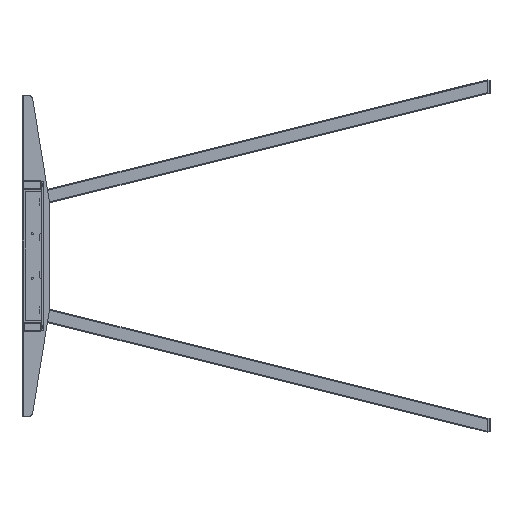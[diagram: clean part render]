
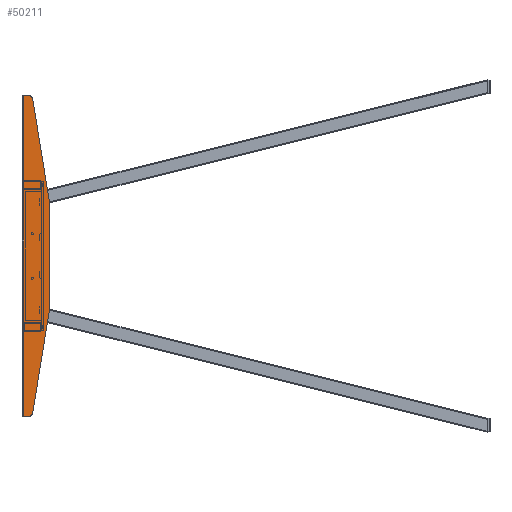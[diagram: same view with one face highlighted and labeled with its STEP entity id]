
A CAD part, left-side view. The second image highlights one B-rep face of the part: STEP entity #50211.
In plain terms, the highlighted planar face has unit normal (-1, 0, 0).
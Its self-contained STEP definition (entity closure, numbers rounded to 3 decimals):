
#261 = VECTOR ( 'NONE', #43585, 1000. ) ;
#669 = EDGE_CURVE ( 'NONE', #32088, #9222, #24928, .T. ) ;
#1270 = CARTESIAN_POINT ( 'NONE',  ( -1789., 989.028, -125.1 ) ) ;
#1598 = AXIS2_PLACEMENT_3D ( 'NONE', #21483, #12824, #46463 ) ;
#1694 = VERTEX_POINT ( 'NONE', #5714 ) ;
#2458 = ORIENTED_EDGE ( 'NONE', *, *, #20446, .T. ) ;
#3015 = CARTESIAN_POINT ( 'NONE',  ( -1789., 1035.705, -360.1 ) ) ;
#3082 = CARTESIAN_POINT ( 'NONE',  ( -1789., 1046.028, 359.9 ) ) ;
#3617 = VERTEX_POINT ( 'NONE', #48108 ) ;
#3853 = ORIENTED_EDGE ( 'NONE', *, *, #33189, .F. ) ;
#4509 = EDGE_CURVE ( 'NONE', #32088, #30511, #8418, .T. ) ;
#4867 = PLANE ( 'NONE',  #18411 ) ;
#5490 = CIRCLE ( 'NONE', #1598, 50. ) ;
#5671 = VERTEX_POINT ( 'NONE', #51161 ) ;
#5714 = CARTESIAN_POINT ( 'NONE',  ( -1789., 989.675, 128.882 ) ) ;
#5826 = EDGE_CURVE ( 'NONE', #5671, #1694, #34703, .T. ) ;
#8232 = CARTESIAN_POINT ( 'NONE',  ( -1789., 1046.028, -360.1 ) ) ;
#8418 = LINE ( 'NONE', #13905, #32839 ) ;
#8548 = ORIENTED_EDGE ( 'NONE', *, *, #669, .T. ) ;
#8917 = VECTOR ( 'NONE', #48727, 1000. ) ;
#9222 = VERTEX_POINT ( 'NONE', #26174 ) ;
#12824 = DIRECTION ( 'NONE',  ( -1., 0., 0. ) ) ;
#13892 = LINE ( 'NONE', #3082, #42336 ) ;
#13905 = CARTESIAN_POINT ( 'NONE',  ( -1789., 1027.198, -360.1 ) ) ;
#14791 = CARTESIAN_POINT ( 'NONE',  ( -1789., 1035.705, 359.9 ) ) ;
#15734 = EDGE_CURVE ( 'NONE', #17594, #1694, #5490, .T. ) ;
#15881 = CARTESIAN_POINT ( 'NONE',  ( -1789., 1035.705, -350.1 ) ) ;
#16728 = DIRECTION ( 'NONE',  ( 0., 1., 0. ) ) ;
#17594 = VERTEX_POINT ( 'NONE', #49406 ) ;
#18060 = VERTEX_POINT ( 'NONE', #14791 ) ;
#18411 = AXIS2_PLACEMENT_3D ( 'NONE', #47029, #29833, #42593 ) ;
#18677 = ORIENTED_EDGE ( 'NONE', *, *, #5826, .F. ) ;
#19278 = ORIENTED_EDGE ( 'NONE', *, *, #47151, .T. ) ;
#20446 = EDGE_CURVE ( 'NONE', #3617, #33159, #13892, .T. ) ;
#21228 = CARTESIAN_POINT ( 'NONE',  ( -1789., 1025.834, -351.703 ) ) ;
#21483 = CARTESIAN_POINT ( 'NONE',  ( -1789., 1039.028, 120.866 ) ) ;
#22585 = FACE_OUTER_BOUND ( 'NONE', #29642, .T. ) ;
#23077 = CARTESIAN_POINT ( 'NONE',  ( -1789., 1035.705, 349.9 ) ) ;
#24928 = CIRCLE ( 'NONE', #30500, 50. ) ;
#26174 = CARTESIAN_POINT ( 'NONE',  ( -1789., 989.028, -121.066 ) ) ;
#26263 = VERTEX_POINT ( 'NONE', #3015 ) ;
#27202 = ORIENTED_EDGE ( 'NONE', *, *, #4509, .F. ) ;
#27350 = ORIENTED_EDGE ( 'NONE', *, *, #53015, .F. ) ;
#27546 = DIRECTION ( 'NONE',  ( 0., -1., 0. ) ) ;
#27730 = CARTESIAN_POINT ( 'NONE',  ( -1789., 1027.198, 359.9 ) ) ;
#28262 = AXIS2_PLACEMENT_3D ( 'NONE', #15881, #53949, #32856 ) ;
#29205 = CIRCLE ( 'NONE', #28262, 10. ) ;
#29642 = EDGE_LOOP ( 'NONE', ( #27202, #8548, #33631, #35725, #18677, #19278, #27350, #2458, #3853, #34515 ) ) ;
#29833 = DIRECTION ( 'NONE',  ( -1., 0., 0. ) ) ;
#30500 = AXIS2_PLACEMENT_3D ( 'NONE', #40726, #40537, #53463 ) ;
#30511 = VERTEX_POINT ( 'NONE', #21228 ) ;
#31190 = VECTOR ( 'NONE', #16728, 1000. ) ;
#32088 = VERTEX_POINT ( 'NONE', #37174 ) ;
#32839 = VECTOR ( 'NONE', #44930, 1000. ) ;
#32856 = DIRECTION ( 'NONE',  ( 0., 0., 1. ) ) ;
#33159 = VERTEX_POINT ( 'NONE', #8232 ) ;
#33189 = EDGE_CURVE ( 'NONE', #26263, #33159, #35178, .T. ) ;
#33525 = EDGE_CURVE ( 'NONE', #26263, #30511, #29205, .T. ) ;
#33631 = ORIENTED_EDGE ( 'NONE', *, *, #40752, .F. ) ;
#34089 = CARTESIAN_POINT ( 'NONE',  ( -1789., 1050.028, -360.1 ) ) ;
#34515 = ORIENTED_EDGE ( 'NONE', *, *, #33525, .T. ) ;
#34703 = LINE ( 'NONE', #43029, #8917 ) ;
#35178 = LINE ( 'NONE', #34089, #31190 ) ;
#35725 = ORIENTED_EDGE ( 'NONE', *, *, #15734, .T. ) ;
#37174 = CARTESIAN_POINT ( 'NONE',  ( -1789., 989.675, -129.082 ) ) ;
#38710 = CIRCLE ( 'NONE', #51922, 10. ) ;
#39350 = DIRECTION ( 'NONE',  ( 0., 0., 1. ) ) ;
#40537 = DIRECTION ( 'NONE',  ( -1., 0., 0. ) ) ;
#40726 = CARTESIAN_POINT ( 'NONE',  ( -1789., 1039.028, -121.066 ) ) ;
#40752 = EDGE_CURVE ( 'NONE', #17594, #9222, #45261, .T. ) ;
#42336 = VECTOR ( 'NONE', #53547, 1000. ) ;
#42593 = DIRECTION ( 'NONE',  ( 0., 0., 1. ) ) ;
#42948 = VECTOR ( 'NONE', #27546, 1000. ) ;
#43029 = CARTESIAN_POINT ( 'NONE',  ( -1789., 989.028, 124.9 ) ) ;
#43585 = DIRECTION ( 'NONE',  ( 0., 0., -1. ) ) ;
#43597 = DIRECTION ( 'NONE',  ( -1., 0., 0. ) ) ;
#44930 = DIRECTION ( 'NONE',  ( 0., 0.16, -0.987 ) ) ;
#45261 = LINE ( 'NONE', #1270, #261 ) ;
#46463 = DIRECTION ( 'NONE',  ( 0., 0., 1. ) ) ;
#47029 = CARTESIAN_POINT ( 'NONE',  ( -1789., 1050.028, 359.9 ) ) ;
#47151 = EDGE_CURVE ( 'NONE', #5671, #18060, #38710, .T. ) ;
#48108 = CARTESIAN_POINT ( 'NONE',  ( -1789., 1046.028, 359.9 ) ) ;
#48727 = DIRECTION ( 'NONE',  ( 0., -0.16, -0.987 ) ) ;
#49406 = CARTESIAN_POINT ( 'NONE',  ( -1789., 989.028, 120.866 ) ) ;
#50211 = ADVANCED_FACE ( 'NONE', ( #22585 ), #4867, .T. ) ;
#50214 = LINE ( 'NONE', #27730, #42948 ) ;
#51161 = CARTESIAN_POINT ( 'NONE',  ( -1789., 1025.834, 351.503 ) ) ;
#51922 = AXIS2_PLACEMENT_3D ( 'NONE', #23077, #43597, #39350 ) ;
#53015 = EDGE_CURVE ( 'NONE', #3617, #18060, #50214, .T. ) ;
#53463 = DIRECTION ( 'NONE',  ( 0., 0., 1. ) ) ;
#53547 = DIRECTION ( 'NONE',  ( 0., 0., -1. ) ) ;
#53949 = DIRECTION ( 'NONE',  ( -1., 0., 0. ) ) ;
